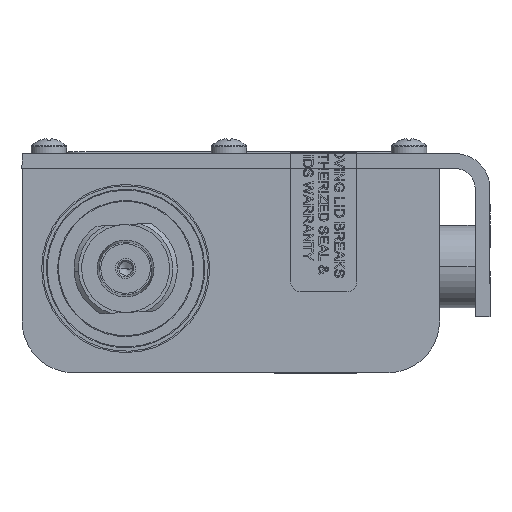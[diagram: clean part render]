
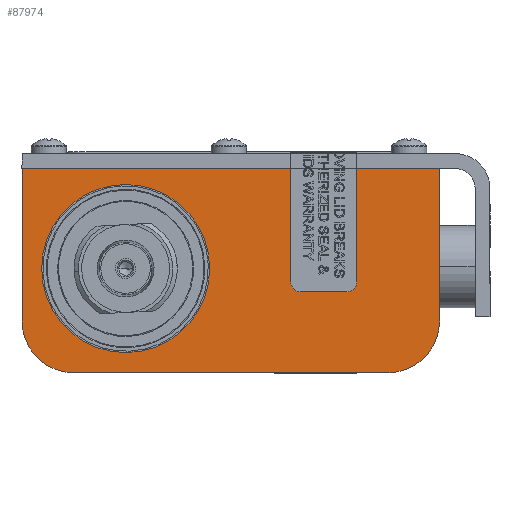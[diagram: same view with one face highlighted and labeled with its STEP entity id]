
A CAD part, left-side view. The second image highlights one B-rep face of the part: STEP entity #87974.
In plain terms, the highlighted face is planar.
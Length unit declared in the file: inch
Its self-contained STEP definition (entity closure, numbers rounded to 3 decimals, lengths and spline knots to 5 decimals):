
#226 = EDGE_CURVE ( 'NONE', #33016, #16114, #61281, .T. ) ;
#937 = CARTESIAN_POINT ( 'NONE',  ( -1.2625, 0.6175, 0.834 ) ) ;
#1043 = DIRECTION ( 'NONE',  ( -1., 0., 0. ) ) ;
#1112 = EDGE_CURVE ( 'NONE', #19718, #79802, #3604, .T. ) ;
#1364 = ORIENTED_EDGE ( 'NONE', *, *, #14652, .F. ) ;
#1713 = CARTESIAN_POINT ( 'NONE',  ( -0.9495, -0.6175, 0.834 ) ) ;
#2925 = DIRECTION ( 'NONE',  ( 0., -1., 0. ) ) ;
#3604 = CIRCLE ( 'NONE', #46985, 0.313 ) ;
#4039 = AXIS2_PLACEMENT_3D ( 'NONE', #77123, #56436, #20583 ) ;
#4068 = CARTESIAN_POINT ( 'NONE',  ( 1.2625, 0.6175, 0.834 ) ) ;
#8655 = PLANE ( 'NONE',  #68468 ) ;
#8829 = CARTESIAN_POINT ( 'NONE',  ( -0.6355, 0.0125, 0.834 ) ) ;
#9567 = DIRECTION ( 'NONE',  ( 1., 0., 0. ) ) ;
#10542 = CIRCLE ( 'NONE', #4039, 0.508 ) ;
#11337 = AXIS2_PLACEMENT_3D ( 'NONE', #56222, #21004, #13574 ) ;
#12838 = VERTEX_POINT ( 'NONE', #15015 ) ;
#13574 = DIRECTION ( 'NONE',  ( -1., 0., 0. ) ) ;
#14652 = EDGE_CURVE ( 'NONE', #12838, #73753, #88313, .T. ) ;
#15015 = CARTESIAN_POINT ( 'NONE',  ( -0.6355, -0.4955, 0.834 ) ) ;
#16114 = VERTEX_POINT ( 'NONE', #1713 ) ;
#17195 = CARTESIAN_POINT ( 'NONE',  ( 0.9495, -0.3045, 0.834 ) ) ;
#18835 = LINE ( 'NONE', #44693, #58671 ) ;
#19718 = VERTEX_POINT ( 'NONE', #78658 ) ;
#19899 = ORIENTED_EDGE ( 'NONE', *, *, #1112, .T. ) ;
#20182 = VECTOR ( 'NONE', #1043, 39.37008 ) ;
#20583 = DIRECTION ( 'NONE',  ( 0., -1., 0. ) ) ;
#21004 = DIRECTION ( 'NONE',  ( 0., 0., 1. ) ) ;
#23050 = DIRECTION ( 'NONE',  ( 0., -1., 0. ) ) ;
#23404 = FACE_OUTER_BOUND ( 'NONE', #61300, .T. ) ;
#23636 = CARTESIAN_POINT ( 'NONE',  ( -1.2625, -0.3045, 0.834 ) ) ;
#24730 = ORIENTED_EDGE ( 'NONE', *, *, #43886, .T. ) ;
#30031 = DIRECTION ( 'NONE',  ( 0., 0., -1. ) ) ;
#30778 = DIRECTION ( 'NONE',  ( 0., 0., 1. ) ) ;
#32122 = ORIENTED_EDGE ( 'NONE', *, *, #86298, .T. ) ;
#33016 = VERTEX_POINT ( 'NONE', #50985 ) ;
#36000 = CARTESIAN_POINT ( 'NONE',  ( 1.2625, -0.3045, 0.834 ) ) ;
#40100 = ORIENTED_EDGE ( 'NONE', *, *, #78763, .T. ) ;
#42286 = EDGE_LOOP ( 'NONE', ( #1364, #85617 ) ) ;
#43398 = CARTESIAN_POINT ( 'NONE',  ( -1.2625, 0.6175, 0.834 ) ) ;
#43886 = EDGE_CURVE ( 'NONE', #68166, #33016, #77063, .T. ) ;
#44693 = CARTESIAN_POINT ( 'NONE',  ( 1.2625, -0.3045, 0.834 ) ) ;
#45698 = DIRECTION ( 'NONE',  ( 1., 0., 0. ) ) ;
#46985 = AXIS2_PLACEMENT_3D ( 'NONE', #17195, #67221, #45698 ) ;
#47713 = FACE_BOUND ( 'NONE', #42286, .T. ) ;
#48033 = EDGE_CURVE ( 'NONE', #73753, #12838, #10542, .T. ) ;
#49957 = ORIENTED_EDGE ( 'NONE', *, *, #226, .T. ) ;
#50139 = LINE ( 'NONE', #43398, #20182 ) ;
#50985 = CARTESIAN_POINT ( 'NONE',  ( -1.2625, -0.3045, 0.834 ) ) ;
#51454 = VECTOR ( 'NONE', #9567, 39.37008 ) ;
#52558 = LINE ( 'NONE', #58993, #51454 ) ;
#56222 = CARTESIAN_POINT ( 'NONE',  ( -0.9495, -0.3045, 0.834 ) ) ;
#56436 = DIRECTION ( 'NONE',  ( 0., 0., 1. ) ) ;
#58107 = CARTESIAN_POINT ( 'NONE',  ( -0.9495, -0.3045, 0.834 ) ) ;
#58671 = VECTOR ( 'NONE', #65914, 39.37008 ) ;
#58993 = CARTESIAN_POINT ( 'NONE',  ( -0.9495, -0.6175, 0.834 ) ) ;
#60582 = ORIENTED_EDGE ( 'NONE', *, *, #67648, .T. ) ;
#61281 = CIRCLE ( 'NONE', #11337, 0.313 ) ;
#61300 = EDGE_LOOP ( 'NONE', ( #40100, #60582, #24730, #49957, #32122, #19899 ) ) ;
#61567 = CARTESIAN_POINT ( 'NONE',  ( -0.6355, 0.5205, 0.834 ) ) ;
#64890 = VECTOR ( 'NONE', #2925, 39.37008 ) ;
#65914 = DIRECTION ( 'NONE',  ( 0., 1., 0. ) ) ;
#67221 = DIRECTION ( 'NONE',  ( 0., 0., 1. ) ) ;
#67648 = EDGE_CURVE ( 'NONE', #85619, #68166, #50139, .T. ) ;
#68166 = VERTEX_POINT ( 'NONE', #937 ) ;
#68468 = AXIS2_PLACEMENT_3D ( 'NONE', #58107, #30031, #72279 ) ;
#71376 = AXIS2_PLACEMENT_3D ( 'NONE', #8829, #30778, #23050 ) ;
#72279 = DIRECTION ( 'NONE',  ( -1., 0., 0. ) ) ;
#73753 = VERTEX_POINT ( 'NONE', #61567 ) ;
#77063 = LINE ( 'NONE', #23636, #64890 ) ;
#77123 = CARTESIAN_POINT ( 'NONE',  ( -0.6355, 0.0125, 0.834 ) ) ;
#78658 = CARTESIAN_POINT ( 'NONE',  ( 0.9495, -0.6175, 0.834 ) ) ;
#78763 = EDGE_CURVE ( 'NONE', #79802, #85619, #18835, .T. ) ;
#79802 = VERTEX_POINT ( 'NONE', #36000 ) ;
#85617 = ORIENTED_EDGE ( 'NONE', *, *, #48033, .F. ) ;
#85619 = VERTEX_POINT ( 'NONE', #4068 ) ;
#86298 = EDGE_CURVE ( 'NONE', #16114, #19718, #52558, .T. ) ;
#87974 = ADVANCED_FACE ( 'NONE', ( #47713, #23404 ), #8655, .F. ) ;
#88313 = CIRCLE ( 'NONE', #71376, 0.508 ) ;
